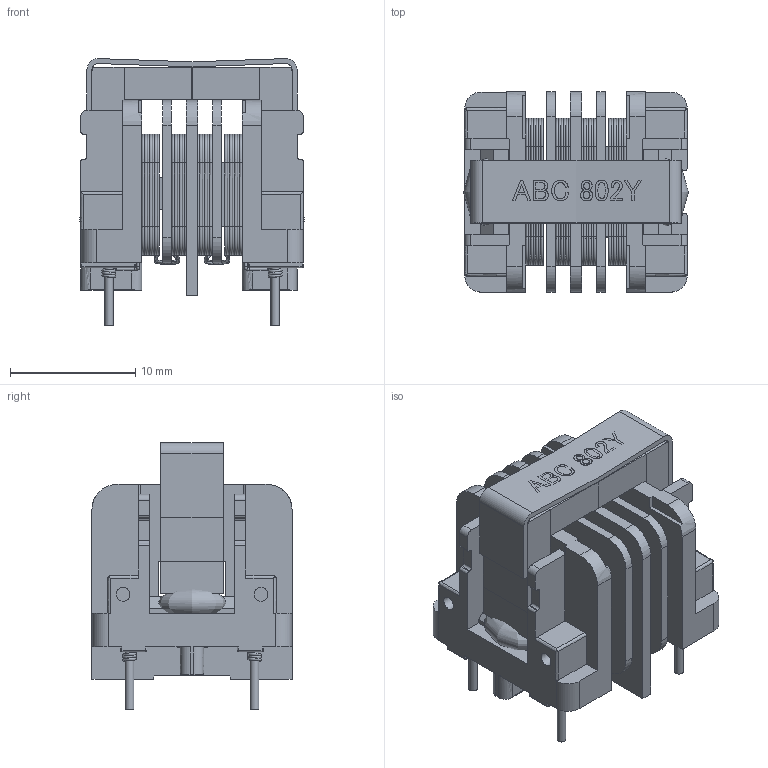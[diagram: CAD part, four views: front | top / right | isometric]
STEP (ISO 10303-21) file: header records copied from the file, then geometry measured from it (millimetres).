
FILE_DESCRIPTION( ('This file contains a STEP AP42 implementation' ,'as created by ZW3D STEP Interface translator.') ,'2;1' );
FILE_NAME( 'UF10V4-F.stp' ,'14 925.135557', (''), ('ZWCAD Software Co.'), 'Version 1.0', 'ZW3D to STEP translator', '' );
FILE_SCHEMA( ('CONFIG_CONTROL_DESIGN') );
Length unit declared in the file: millimetre
Products named in the file (1): 0
Bounding box: 17.97 x 16 x 21.34 mm (x, y, z)
Volume: 2064.7 mm3; surface area: 5758 mm2
Topology: 33 solids, 191 shells, 993 faces, 2515 edges, 1586 vertices
Faces by surface type: bspline 993
Entity records: 220099 total; most frequent: CARTESIAN_POINT 205631, ORIENTED_EDGE 4730, EDGE_CURVE 2511, B_SPLINE_CURVE_WITH_KNOTS 1788, VERTEX_POINT 1586, EDGE_LOOP 1025, FACE_OUTER_BOUND 993, ADVANCED_FACE 993
